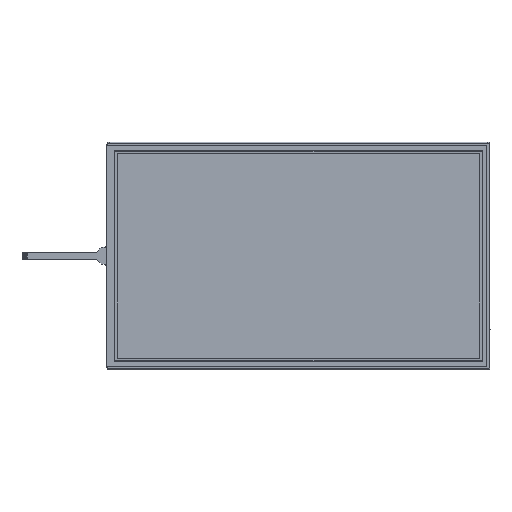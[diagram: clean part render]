
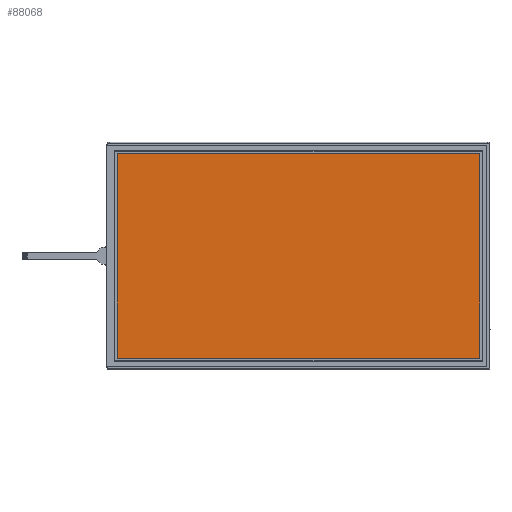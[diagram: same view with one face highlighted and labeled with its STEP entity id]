
A CAD part, top view. The second image highlights one B-rep face of the part: STEP entity #88068.
In plain terms, the highlighted planar face has unit normal (0, 0, 1).
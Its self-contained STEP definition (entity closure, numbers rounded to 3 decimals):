
#10416=FACE_OUTER_BOUND('',#15303,.T.);
#15303=EDGE_LOOP('',(#80498,#80499,#80500,#80501));
#24444=LINE('',#170938,#33651);
#24448=LINE('',#170946,#33655);
#24451=LINE('',#170952,#33658);
#24454=LINE('',#170957,#33661);
#33651=VECTOR('',#119983,10.);
#33655=VECTOR('',#119989,10.);
#33658=VECTOR('',#119994,10.);
#33661=VECTOR('',#119999,10.);
#41811=VERTEX_POINT('',#170936);
#41812=VERTEX_POINT('',#170937);
#41815=VERTEX_POINT('',#170945);
#41817=VERTEX_POINT('',#170951);
#54705=EDGE_CURVE('',#41811,#41812,#24444,.T.);
#54709=EDGE_CURVE('',#41812,#41815,#24448,.T.);
#54712=EDGE_CURVE('',#41815,#41817,#24451,.T.);
#54715=EDGE_CURVE('',#41817,#41811,#24454,.T.);
#80498=ORIENTED_EDGE('',*,*,#54715,.T.);
#80499=ORIENTED_EDGE('',*,*,#54705,.T.);
#80500=ORIENTED_EDGE('',*,*,#54709,.T.);
#80501=ORIENTED_EDGE('',*,*,#54712,.T.);
#83454=PLANE('',#95705);
#88068=ADVANCED_FACE('',(#10416),#83454,.T.);
#95705=AXIS2_PLACEMENT_3D('',#170983,#120028,#120029);
#119983=DIRECTION('',(0.,-1.,0.));
#119989=DIRECTION('',(1.,0.,0.));
#119994=DIRECTION('',(0.,1.,0.));
#119999=DIRECTION('',(-1.,0.,0.));
#120028=DIRECTION('center_axis',(0.,0.,1.));
#120029=DIRECTION('ref_axis',(1.,0.,0.));
#170936=CARTESIAN_POINT('',(-172.365,97.02,0.));
#170937=CARTESIAN_POINT('',(-172.365,-97.02,0.));
#170938=CARTESIAN_POINT('',(-172.365,48.51,0.));
#170945=CARTESIAN_POINT('',(172.365,-97.02,0.));
#170946=CARTESIAN_POINT('',(-87.12,-97.02,0.));
#170951=CARTESIAN_POINT('',(172.365,97.02,0.));
#170952=CARTESIAN_POINT('',(172.365,-48.51,0.));
#170957=CARTESIAN_POINT('',(85.245,97.02,0.));
#170983=CARTESIAN_POINT('Origin',(-1.875,0.,
0.));
